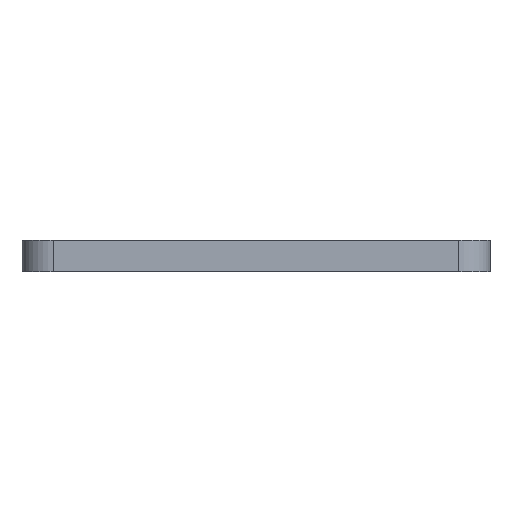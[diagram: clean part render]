
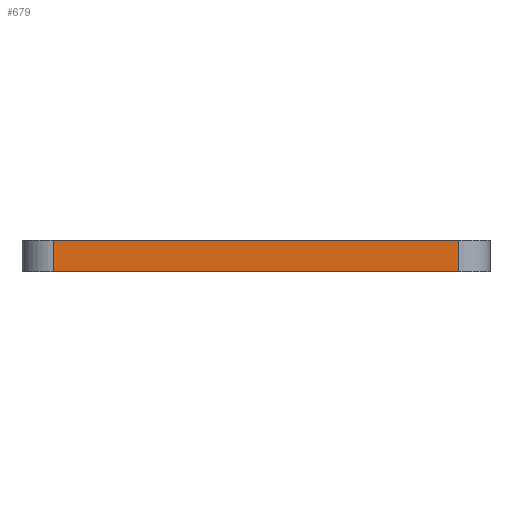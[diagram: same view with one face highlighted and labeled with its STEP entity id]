
A CAD part, left-side view. The second image highlights one B-rep face of the part: STEP entity #679.
In plain terms, the highlighted planar face has unit normal (-1, 0, 0).
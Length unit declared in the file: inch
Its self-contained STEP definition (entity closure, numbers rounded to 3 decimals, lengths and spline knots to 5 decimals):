
#40=PLANE('',#761);
#71=FACE_OUTER_BOUND('',#105,.T.);
#105=EDGE_LOOP('',(#549,#550,#551,#552));
#177=LINE('',#1131,#241);
#178=LINE('',#1135,#242);
#179=LINE('',#1137,#243);
#180=LINE('',#1138,#244);
#241=VECTOR('',#931,0.19685);
#242=VECTOR('',#936,2.55906);
#243=VECTOR('',#937,0.19685);
#244=VECTOR('',#938,2.55906);
#337=VERTEX_POINT('',#1128);
#338=VERTEX_POINT('',#1130);
#339=VERTEX_POINT('',#1134);
#340=VERTEX_POINT('',#1136);
#426=EDGE_CURVE('',#338,#337,#177,.T.);
#428=EDGE_CURVE('',#337,#339,#178,.T.);
#429=EDGE_CURVE('',#340,#339,#179,.T.);
#430=EDGE_CURVE('',#338,#340,#180,.T.);
#549=ORIENTED_EDGE('',*,*,#428,.T.);
#550=ORIENTED_EDGE('',*,*,#429,.F.);
#551=ORIENTED_EDGE('',*,*,#430,.F.);
#552=ORIENTED_EDGE('',*,*,#426,.T.);
#679=ADVANCED_FACE('',(#71),#40,.T.);
#761=AXIS2_PLACEMENT_3D('',#1133,#934,#935);
#931=DIRECTION('',(0.,0.,1.));
#934=DIRECTION('center_axis',(-1.,0.,0.));
#935=DIRECTION('ref_axis',(0.,0.,1.));
#936=DIRECTION('',(0.,1.,0.));
#937=DIRECTION('',(0.,0.,1.));
#938=DIRECTION('',(0.,1.,0.));
#1128=CARTESIAN_POINT('',(0.,0.19685,0.19685));
#1130=CARTESIAN_POINT('',(0.,0.19685,0.));
#1131=CARTESIAN_POINT('',(0.,0.19685,0.));
#1133=CARTESIAN_POINT('Origin',(0.,0.19685,
0.));
#1134=CARTESIAN_POINT('',(0.,2.75591,0.19685));
#1135=CARTESIAN_POINT('',(0.,0.19685,0.19685));
#1136=CARTESIAN_POINT('',(0.,2.75591,0.));
#1137=CARTESIAN_POINT('',(0.,2.75591,0.));
#1138=CARTESIAN_POINT('',(0.,0.19685,0.));
